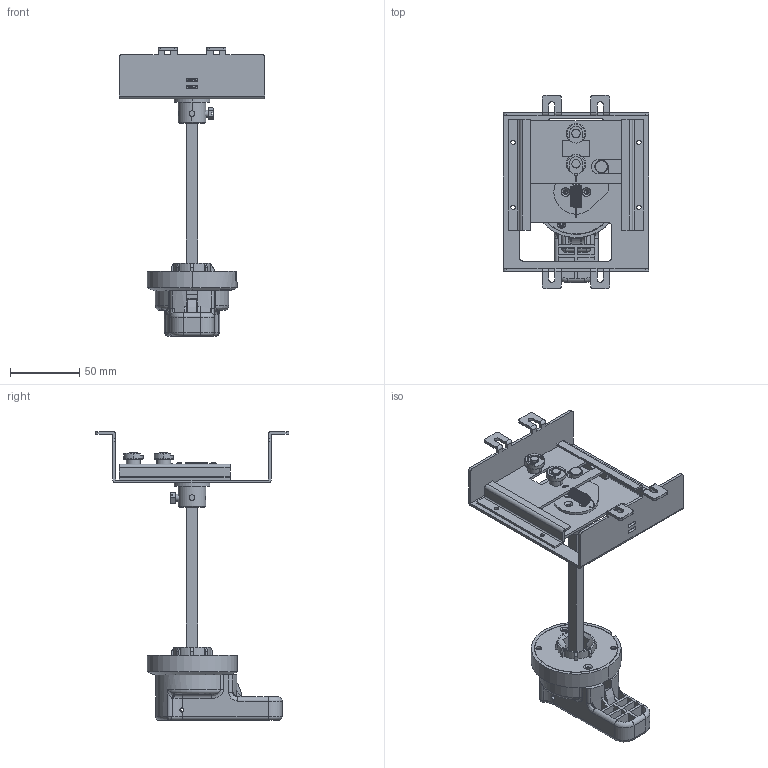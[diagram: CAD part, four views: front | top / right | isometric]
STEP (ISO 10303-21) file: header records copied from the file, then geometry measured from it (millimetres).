
FILE_DESCRIPTION((''),'2;1');
FILE_NAME('SRH22-M8_ASM','2021-06-28T14:16:24',('zhxmin'),(''),'CREO PARAMETRIC BY PTC INC, 2018020','CREO PARAMETRIC BY PTC INC, 2018020','');
FILE_SCHEMA(('CONFIG_CONTROL_DESIGN','SHAPE_APPEARANCE_LAYERS_GROUPS'));
Products named in the file (23): WF8_288_538_1; __-351_1; __-961_1; 14MM-1571_1; 14MM-1880_1; WF8_205_849-2189_1; WF8_205_849-2446_1; __WL8_261_187_1; WF8_100_237-3586_1; WF8_100_237-3949_1; WF8_205_309_1; __WL8_232_116_1; WL8_156_040_1_1; WL8_200_021_1_1; 3WL8_024_896_1; ____1_1_1; 2WF8_253_304_1_1; 3WF8_140_304_1_1; 3WF5_060_500G_1_1; 3WF8_024_309_1_1; NM8-250_3P_ASM_1_ASM; NM8-250_3P0001_ASM_1_ASM; SRH22-M8_ASM
Assembly tree (22 placements, depth 4):
  SRH22-M8_ASM
    NM8-250_3P0001_ASM_1_ASM
      NM8-250_3P_ASM_1_ASM
        WF8_288_538_1
        __-351_1
        __-961_1
        14MM-1571_1
        14MM-1880_1
        WF8_205_849-2189_1
        WF8_205_849-2446_1
        __WL8_261_187_1
        WF8_100_237-3586_1
        WF8_100_237-3949_1
        WF8_205_309_1
        __WL8_232_116_1
        WL8_156_040_1_1
        WL8_200_021_1_1
        3WL8_024_896_1
        ____1_1_1
        2WF8_253_304_1_1
        3WF8_140_304_1_1
        3WF5_060_500G_1_1
        3WF8_024_309_1_1
Bounding box: 105 x 140 x 208.8 mm (x, y, z)
Volume: 137267.2 mm3; surface area: 124068.6 mm2
Topology: 20 solids, 20 shells, 1188 faces, 3311 edges, 2180 vertices
Faces by surface type: plane 648, cylinder 366, cone 73, bspline 71, torus 25, sphere 4, extrusion 1
Entity records: 75500 total; most frequent: CARTESIAN_POINT 36306, ORIENTED_EDGE 6590, DIRECTION 6037, EDGE_CURVE 3295, VERTEX_POINT 2180, AXIS2_PLACEMENT_3D 2063, VECTOR 1911, LINE 1910
